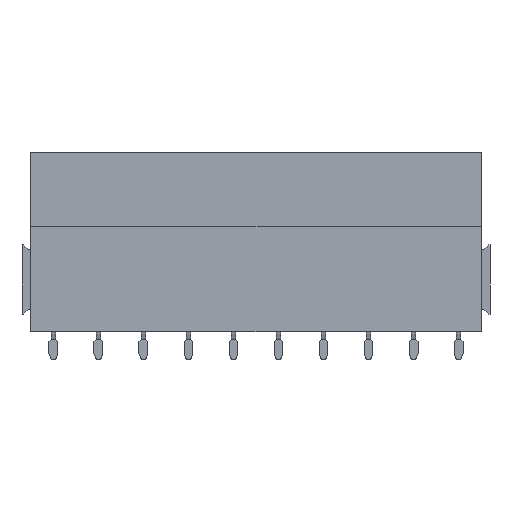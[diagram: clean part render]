
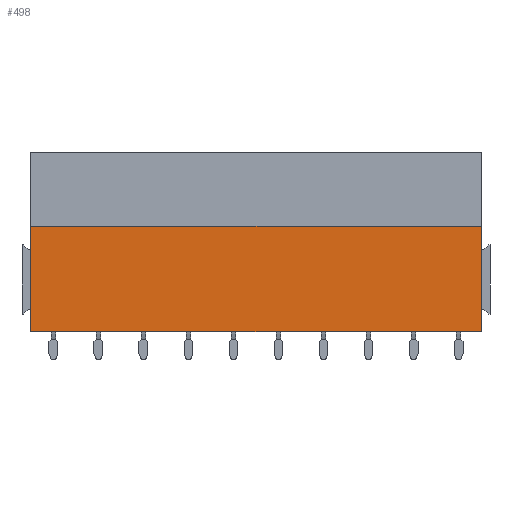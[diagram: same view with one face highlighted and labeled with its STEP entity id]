
A CAD part, front view. The second image highlights one B-rep face of the part: STEP entity #498.
In plain terms, the highlighted planar face has unit normal (0, -1, 0).
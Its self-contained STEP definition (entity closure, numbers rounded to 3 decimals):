
#471=AXIS2_PLACEMENT_3D('Plane Axis2P3D',#468,#469,#470) ;
#419=CARTESIAN_POINT('Vertex',(1.,0.,3.2)) ;
#422=CARTESIAN_POINT('Line Origine',(1.,0.,9.15)) ;
#426=CARTESIAN_POINT('Vertex',(1.,0.,15.1)) ;
#468=CARTESIAN_POINT('Axis2P3D Location',(6.08,0.,0.)) ;
#473=CARTESIAN_POINT('Line Origine',(51.8,0.,9.15)) ;
#477=CARTESIAN_POINT('Vertex',(51.8,0.,3.2)) ;
#479=CARTESIAN_POINT('Vertex',(51.8,0.,15.1)) ;
#482=CARTESIAN_POINT('Line Origine',(26.4,0.,15.1)) ;
#487=CARTESIAN_POINT('Line Origine',(26.4,0.,3.2)) ;
#423=DIRECTION('Vector Direction',(0.,0.,1.)) ;
#469=DIRECTION('Axis2P3D Direction',(0.,1.,-0.)) ;
#470=DIRECTION('Axis2P3D XDirection',(-1.,0.,0.)) ;
#474=DIRECTION('Vector Direction',(0.,0.,1.)) ;
#483=DIRECTION('Vector Direction',(1.,0.,0.)) ;
#488=DIRECTION('Vector Direction',(-1.,0.,0.)) ;
#424=VECTOR('Line Direction',#423,1.) ;
#475=VECTOR('Line Direction',#474,1.) ;
#484=VECTOR('Line Direction',#483,1.) ;
#489=VECTOR('Line Direction',#488,1.) ;
#493=ORIENTED_EDGE('',*,*,#481,.T.) ;
#494=ORIENTED_EDGE('',*,*,#486,.F.) ;
#495=ORIENTED_EDGE('',*,*,#428,.F.) ;
#496=ORIENTED_EDGE('',*,*,#491,.F.) ;
#498=ADVANCED_FACE('BLL5.08/10/180B 3.2SNOR 1682810000',(#497),#472,.F.) ;
#428=EDGE_CURVE('',#420,#427,#425,.T.) ;
#481=EDGE_CURVE('',#478,#480,#476,.T.) ;
#486=EDGE_CURVE('',#427,#480,#485,.T.) ;
#491=EDGE_CURVE('',#478,#420,#490,.T.) ;
#492=EDGE_LOOP('',(#493,#494,#495,#496)) ;
#497=FACE_OUTER_BOUND('',#492,.T.) ;
#425=LINE('Line',#422,#424) ;
#476=LINE('Line',#473,#475) ;
#485=LINE('Line',#482,#484) ;
#490=LINE('Line',#487,#489) ;
#472=PLANE('',#471) ;
#420=VERTEX_POINT('',#419) ;
#427=VERTEX_POINT('',#426) ;
#478=VERTEX_POINT('',#477) ;
#480=VERTEX_POINT('',#479) ;
